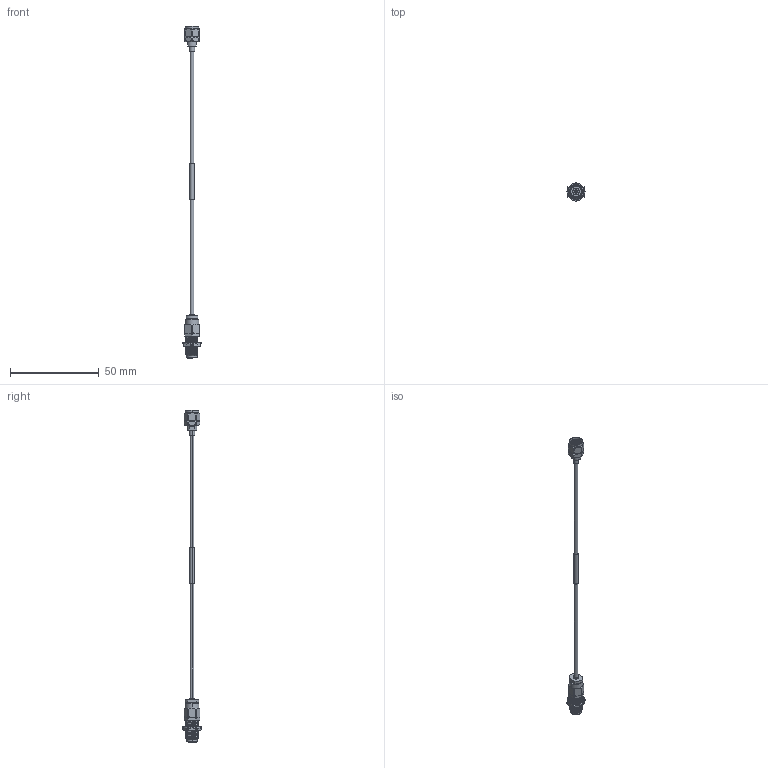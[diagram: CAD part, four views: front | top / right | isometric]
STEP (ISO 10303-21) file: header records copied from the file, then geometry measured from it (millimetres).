
FILE_DESCRIPTION (( 'STEP AP214' ), '1' );
FILE_NAME ('FMCA100330_3D.step', '2025-11-11T18:13:50', ( '' ), ( '' ), 'SwSTEP 2.0', 'SolidWorks 2025', '' );
FILE_SCHEMA (( 'AUTOMOTIVE_DESIGN' ));
Length unit declared in the file: inch
Products named in the file (4): PE-SR405FL_WITH LABEL; FMCA100330_3D; PE44801; PE45413
Assembly tree (3 placements, depth 2):
  FMCA100330_3D
    PE-SR405FL_WITH LABEL
    PE45413
    PE44801
Bounding box: 10.16 x 10.75 x 187.01 mm (x, y, z)
Volume: 1862.4 mm3; surface area: 3053 mm2
Topology: 7 solids, 8 shells, 407 faces, 1112 edges, 743 vertices
Faces by surface type: cylinder 170, bspline 89, plane 88, cone 56, torus 4
Entity records: 38140 total; most frequent: CARTESIAN_POINT 28656, ORIENTED_EDGE 2224, DIRECTION 1625, EDGE_CURVE 1112, VERTEX_POINT 743, AXIS2_PLACEMENT_3D 650, EDGE_LOOP 445, FACE_OUTER_BOUND 407
